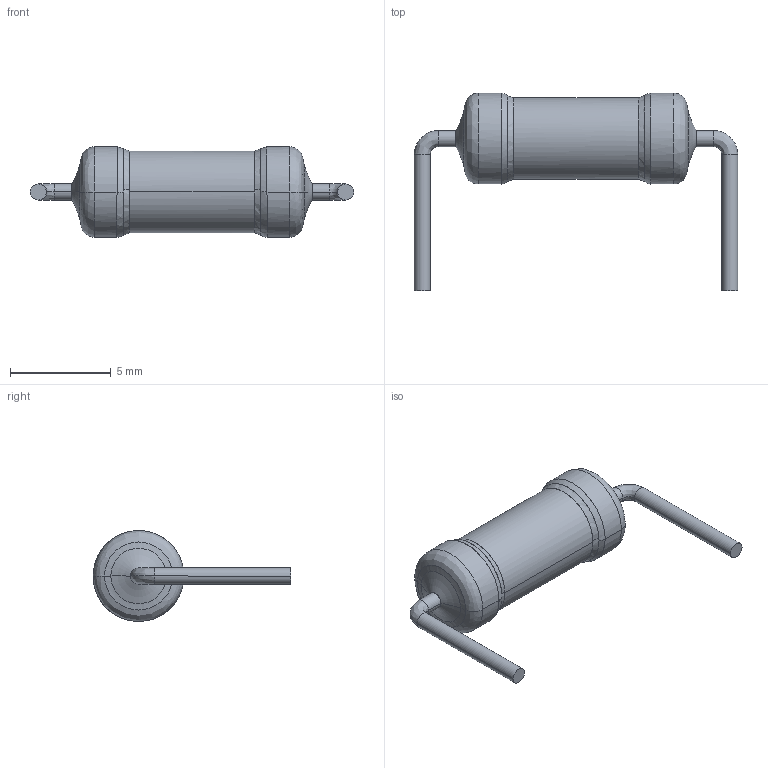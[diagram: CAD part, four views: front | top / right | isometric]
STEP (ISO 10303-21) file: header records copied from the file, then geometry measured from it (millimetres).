
FILE_DESCRIPTION (( 'STEP AP214' ), '1' );
FILE_NAME ('User Library-RES 1W -H L=11 D=4,5 d=0,8 Pin2Pin=15,24.STEP', '2016-09-14T03:36:37', ( 'Windows User' ), ( '' ), 'SwSTEP 2.0', 'SolidWorks 2016', '' );
FILE_SCHEMA (( 'AUTOMOTIVE_DESIGN' ));
Length unit declared in the file: millimetre
Products named in the file (3): User Library-RES 1W -H  L=11 D=4,5 d=0,8 Pin2Pin=15,24_2; User Library-RES 1W -H  L=11 D=4,5 d=0,8 Pin2Pin=15,24; User Library-RES 1W -H  L=11 D=4,5 d=0,8 Pin2Pin=15,24_1
Assembly tree (2 placements, depth 2):
  User Library-RES 1W -H  L=11 D=4,5 d=0,8 Pin2Pin=15,24
    User Library-RES 1W -H  L=11 D=4,5 d=0,8 Pin2Pin=15,24_1
    User Library-RES 1W -H  L=11 D=4,5 d=0,8 Pin2Pin=15,24_2
Bounding box: 16.04 x 9.79 x 4.5 mm (x, y, z)
Volume: 14.9 mm3; surface area: 247.3 mm2
Topology: 1 solids, 16 shells, 40 faces, 116 edges, 80 vertices
Faces by surface type: bspline 16, cylinder 12, torus 8, plane 4
Entity records: 2966 total; most frequent: CARTESIAN_POINT 1499, DIRECTION 192, ORIENTED_EDGE 164, EDGE_CURVE 116, AXIS2_PLACEMENT_3D 90, VERTEX_POINT 80, CIRCLE 60, UNCERTAINTY_MEASURE_WITH_UNIT 46
